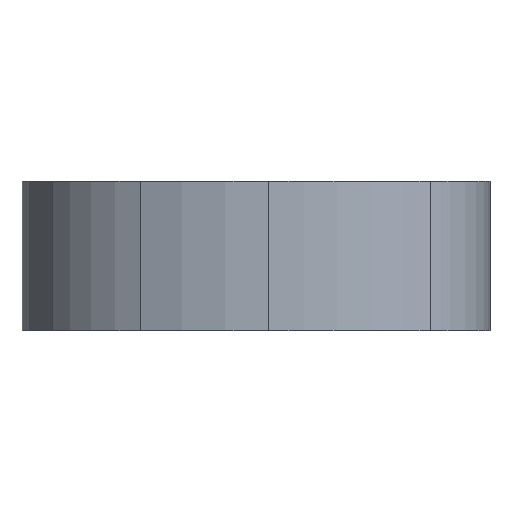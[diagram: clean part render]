
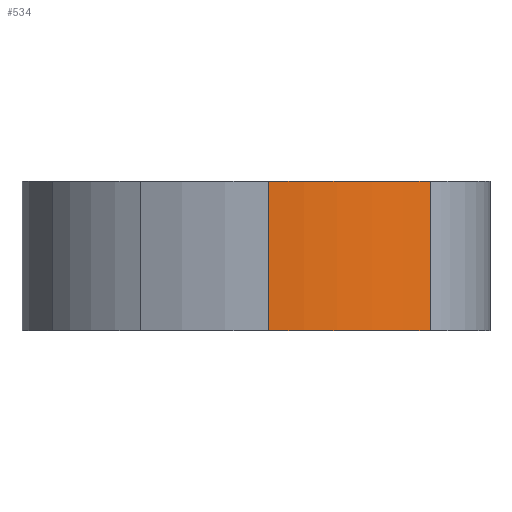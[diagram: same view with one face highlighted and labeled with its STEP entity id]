
A CAD part, front view. The second image highlights one B-rep face of the part: STEP entity #534.
In plain terms, the highlighted free-form (B-spline) face has degree [3, 1] with [4, 2] control points.
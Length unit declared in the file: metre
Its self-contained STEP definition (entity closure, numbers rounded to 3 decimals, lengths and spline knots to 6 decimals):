
#20=B_SPLINE_CURVE_WITH_KNOTS('',2,(#814,#815,#816),.UNSPECIFIED.,.F.,.F.,
(3,3),(0.,1.),.PIECEWISE_BEZIER_KNOTS.);
#21=B_SPLINE_CURVE_WITH_KNOTS('',2,(#818,#819,#820),.UNSPECIFIED.,.F.,.F.,
(3,3),(0.,1.),.PIECEWISE_BEZIER_KNOTS.);
#44=B_SPLINE_SURFACE_WITH_KNOTS('',3,1,((#806,#807),(#808,#809),(#810,#811),
(#812,#813)),.SURF_OF_LINEAR_EXTRUSION.,.F.,.F.,.F.,(4,4),(2,2),(0.,1.),
(0.,1.),.PIECEWISE_BEZIER_KNOTS.);
#65=LINE('',#805,#97);
#66=LINE('',#822,#98);
#97=VECTOR('',#656,1.);
#98=VECTOR('',#657,1.);
#151=ORIENTED_EDGE('',*,*,#312,.T.);
#152=ORIENTED_EDGE('',*,*,#311,.F.);
#153=ORIENTED_EDGE('',*,*,#313,.F.);
#154=ORIENTED_EDGE('',*,*,#314,.T.);
#311=EDGE_CURVE('',#388,#387,#65,.T.);
#312=EDGE_CURVE('',#389,#387,#20,.T.);
#313=EDGE_CURVE('',#390,#388,#21,.T.);
#314=EDGE_CURVE('',#390,#389,#66,.T.);
#387=VERTEX_POINT('',#802);
#388=VERTEX_POINT('',#804);
#389=VERTEX_POINT('',#817);
#390=VERTEX_POINT('',#821);
#461=EDGE_LOOP('',(#151,#152,#153,#154));
#491=FACE_BOUND('',#461,.T.);
#534=ADVANCED_FACE('',(#491),#44,.F.);
#656=DIRECTION('',(0.,0.,1.));
#657=DIRECTION('',(0.,0.,1.));
#802=CARTESIAN_POINT('',(0.185907,-0.051645,0.0095));
#804=CARTESIAN_POINT('',(0.185907,-0.051645,0.0089));
#805=CARTESIAN_POINT('',(0.185907,-0.051645,0.0089));
#806=CARTESIAN_POINT('',(0.186556,-0.051464,0.0089));
#807=CARTESIAN_POINT('',(0.186556,-0.051464,0.0095));
#808=CARTESIAN_POINT('',(0.186395,-0.051585,0.0089));
#809=CARTESIAN_POINT('',(0.186395,-0.051585,0.0095));
#810=CARTESIAN_POINT('',(0.186179,-0.051645,0.0089));
#811=CARTESIAN_POINT('',(0.186179,-0.051645,0.0095));
#812=CARTESIAN_POINT('',(0.185907,-0.051645,0.0089));
#813=CARTESIAN_POINT('',(0.185907,-0.051645,0.0095));
#814=CARTESIAN_POINT('',(0.186556,-0.051464,0.0095));
#815=CARTESIAN_POINT('',(0.186315,-0.051645,0.0095));
#816=CARTESIAN_POINT('',(0.185907,-0.051645,0.0095));
#817=CARTESIAN_POINT('',(0.186556,-0.051464,0.0095));
#818=CARTESIAN_POINT('',(0.186556,-0.051464,0.0089));
#819=CARTESIAN_POINT('',(0.186315,-0.051645,0.0089));
#820=CARTESIAN_POINT('',(0.185907,-0.051645,0.0089));
#821=CARTESIAN_POINT('',(0.186556,-0.051464,0.0089));
#822=CARTESIAN_POINT('',(0.186556,-0.051464,0.0089));
